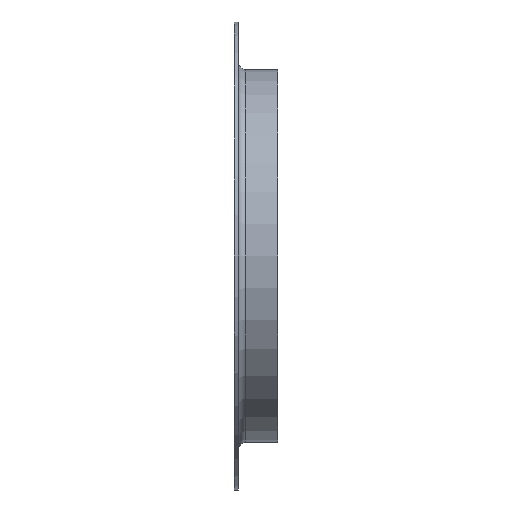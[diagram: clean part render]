
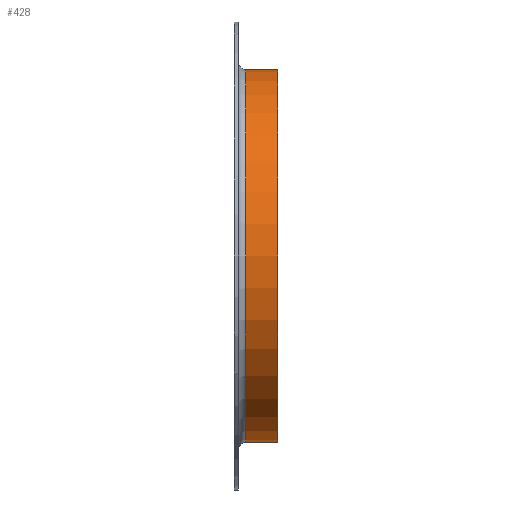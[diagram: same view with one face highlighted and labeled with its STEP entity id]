
A CAD part, front view. The second image highlights one B-rep face of the part: STEP entity #428.
In plain terms, the highlighted cylindrical face has radius 127.5 mm (diameter 255 mm), a full revolution.
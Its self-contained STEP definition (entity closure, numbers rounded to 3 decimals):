
#428 = ADVANCED_FACE ( 'NONE', ( #11061, #10980 ), #13538, .T. ) ;
#879 = EDGE_CURVE ( 'NONE', #5223, #5223, #11561, .T. ) ;
#1610 = AXIS2_PLACEMENT_3D ( 'NONE', #3030, #15026, #13606 ) ;
#1836 = AXIS2_PLACEMENT_3D ( 'NONE', #2750, #8569, #12005 ) ;
#2583 = ORIENTED_EDGE ( 'NONE', *, *, #879, .T. ) ;
#2604 = EDGE_LOOP ( 'NONE', ( #10764 ) ) ;
#2750 = CARTESIAN_POINT ( 'NONE',  ( 0., 0., 0. ) ) ;
#3030 = CARTESIAN_POINT ( 'NONE',  ( 30., 0., 0. ) ) ;
#3776 = DIRECTION ( 'NONE',  ( -1., 0., 0. ) ) ;
#3802 = AXIS2_PLACEMENT_3D ( 'NONE', #9433, #3776, #8279 ) ;
#5223 = VERTEX_POINT ( 'NONE', #13476 ) ;
#6034 = CIRCLE ( 'NONE', #3802, 127.5 ) ;
#8279 = DIRECTION ( 'NONE',  ( 0., 0., 1. ) ) ;
#8569 = DIRECTION ( 'NONE',  ( -1., 0., 0. ) ) ;
#8958 = VERTEX_POINT ( 'NONE', #13708 ) ;
#9433 = CARTESIAN_POINT ( 'NONE',  ( 8., 0., 0. ) ) ;
#10228 = EDGE_LOOP ( 'NONE', ( #2583 ) ) ;
#10764 = ORIENTED_EDGE ( 'NONE', *, *, #14051, .F. ) ;
#10980 = FACE_OUTER_BOUND ( 'NONE', #10228, .T. ) ;
#11061 = FACE_OUTER_BOUND ( 'NONE', #2604, .T. ) ;
#11561 = CIRCLE ( 'NONE', #1610, 127.5 ) ;
#12005 = DIRECTION ( 'NONE',  ( 0., 0., 1. ) ) ;
#13476 = CARTESIAN_POINT ( 'NONE',  ( 30., 0., 127.5 ) ) ;
#13538 = CYLINDRICAL_SURFACE ( 'NONE', #1836, 127.5 ) ;
#13606 = DIRECTION ( 'NONE',  ( 0., 0., 1. ) ) ;
#13708 = CARTESIAN_POINT ( 'NONE',  ( 8., 0., 127.5 ) ) ;
#14051 = EDGE_CURVE ( 'NONE', #8958, #8958, #6034, .T. ) ;
#15026 = DIRECTION ( 'NONE',  ( -1., 0., 0. ) ) ;
